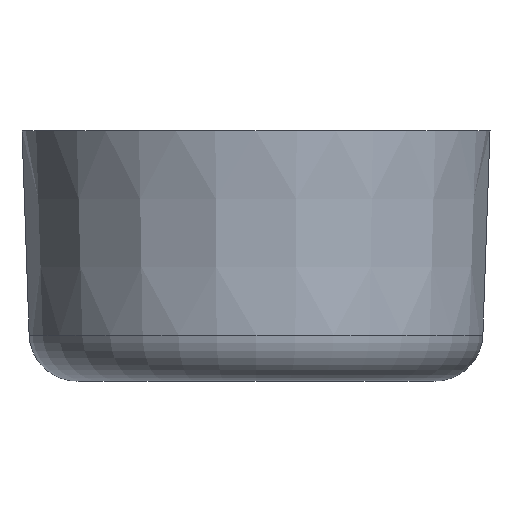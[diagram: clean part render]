
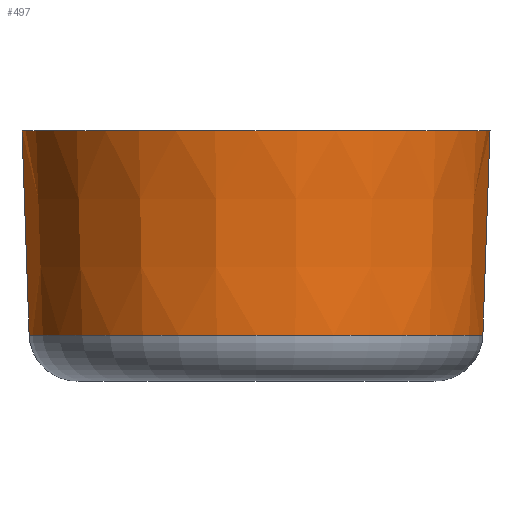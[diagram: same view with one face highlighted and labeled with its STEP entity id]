
A CAD part, left-side view. The second image highlights one B-rep face of the part: STEP entity #497.
In plain terms, the highlighted conical face has half-angle 2 degrees and reference radius 2.45 mm.
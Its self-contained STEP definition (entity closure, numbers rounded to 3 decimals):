
#19=CONICAL_SURFACE('',#571,2.45,0.035);
#71=FACE_OUTER_BOUND('',#103,.T.);
#103=EDGE_LOOP('',(#430,#431,#432,#433));
#144=LINE('',#873,#181);
#145=LINE('',#878,#182);
#181=VECTOR('',#724,1000.);
#182=VECTOR('',#731,1000.);
#210=CIRCLE('',#572,2.451);
#211=CIRCLE('',#573,2.376);
#244=VERTEX_POINT('',#847);
#249=VERTEX_POINT('',#858);
#251=VERTEX_POINT('',#869);
#253=VERTEX_POINT('',#875);
#317=EDGE_CURVE('',#244,#251,#144,.T.);
#318=EDGE_CURVE('',#253,#251,#210,.T.);
#319=EDGE_CURVE('',#244,#249,#211,.T.);
#320=EDGE_CURVE('',#249,#253,#145,.T.);
#430=ORIENTED_EDGE('',*,*,#318,.T.);
#431=ORIENTED_EDGE('',*,*,#317,.F.);
#432=ORIENTED_EDGE('',*,*,#319,.T.);
#433=ORIENTED_EDGE('',*,*,#320,.T.);
#497=ADVANCED_FACE('',(#71),#19,.T.);
#571=AXIS2_PLACEMENT_3D('',#874,#725,#726);
#572=AXIS2_PLACEMENT_3D('',#876,#727,#728);
#573=AXIS2_PLACEMENT_3D('',#877,#729,#730);
#724=DIRECTION('',(0.,0.035,0.999));
#725=DIRECTION('center_axis',(0.,0.,1.));
#726=DIRECTION('ref_axis',(-1.,0.,0.));
#727=DIRECTION('center_axis',(0.,0.,-1.));
#728=DIRECTION('ref_axis',(-1.,0.,0.));
#729=DIRECTION('center_axis',(0.,0.,1.));
#730=DIRECTION('ref_axis',(1.,0.,0.));
#731=DIRECTION('',(0.,-0.035,0.999));
#847=CARTESIAN_POINT('',(-13.18,0.684,-17.367));
#858=CARTESIAN_POINT('',(-13.18,-4.068,-17.367));
#869=CARTESIAN_POINT('',(-13.18,0.759,-15.23));
#873=CARTESIAN_POINT('',(-13.18,0.758,-15.25));
#874=CARTESIAN_POINT('Origin',(-13.18,-1.692,-15.25));
#875=CARTESIAN_POINT('',(-13.18,-4.143,-15.23));
#876=CARTESIAN_POINT('Origin',(-13.18,-1.692,-15.23));
#877=CARTESIAN_POINT('Origin',(-13.18,-1.692,-17.367));
#878=CARTESIAN_POINT('',(-13.18,-4.142,-15.25));
